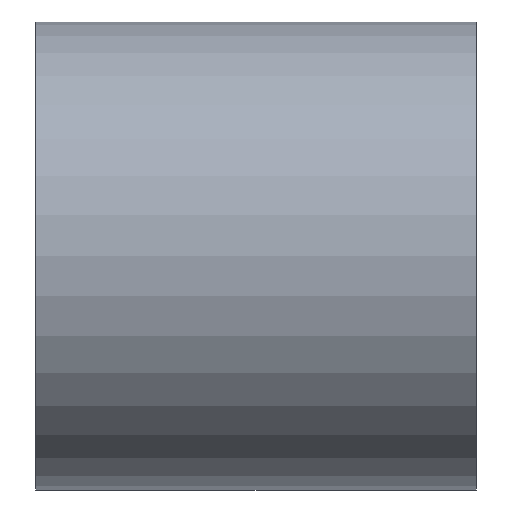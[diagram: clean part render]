
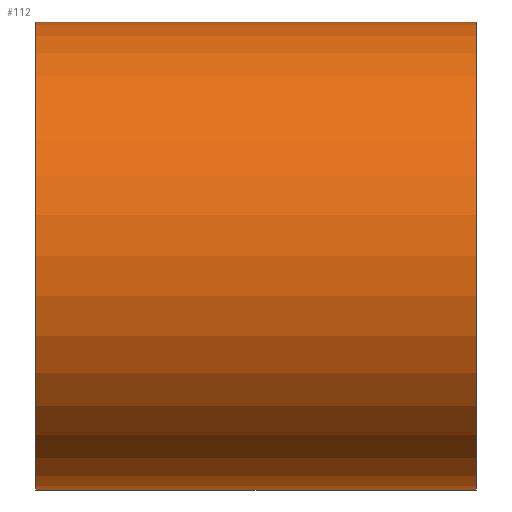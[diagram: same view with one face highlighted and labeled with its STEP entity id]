
A CAD part, top view. The second image highlights one B-rep face of the part: STEP entity #112.
In plain terms, the highlighted cylindrical face has radius 8.5 mm (diameter 17 mm), a partial arc.
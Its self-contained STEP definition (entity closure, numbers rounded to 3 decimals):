
#12 = DIRECTION ( 'NONE',  ( 1., 0., 0. ) ) ;
#13 = CIRCLE ( 'NONE', #437, 8.5 ) ;
#38 = DIRECTION ( 'NONE',  ( 1., 0., 0. ) ) ;
#55 = VERTEX_POINT ( 'NONE', #139 ) ;
#84 = CIRCLE ( 'NONE', #468, 8.5 ) ;
#86 = EDGE_LOOP ( 'NONE', ( #386, #128, #570, #647 ) ) ;
#98 = DIRECTION ( 'NONE',  ( 0., 1., 0. ) ) ;
#107 = VERTEX_POINT ( 'NONE', #186 ) ;
#111 = EDGE_CURVE ( 'NONE', #467, #55, #84, .T. ) ;
#112 = ADVANCED_FACE ( 'NONE', ( #634 ), #644, .T. ) ;
#114 = CARTESIAN_POINT ( 'NONE',  ( 16., -8.5, 0. ) ) ;
#125 = LINE ( 'NONE', #423, #478 ) ;
#128 = ORIENTED_EDGE ( 'NONE', *, *, #484, .T. ) ;
#139 = CARTESIAN_POINT ( 'NONE',  ( 0., -8.5, 0. ) ) ;
#145 = DIRECTION ( 'NONE',  ( 0., 1., 0. ) ) ;
#186 = CARTESIAN_POINT ( 'NONE',  ( 16., 8.5, 0. ) ) ;
#232 = CARTESIAN_POINT ( 'NONE',  ( 0., 0., 0. ) ) ;
#247 = CARTESIAN_POINT ( 'NONE',  ( 0., 8.5, 0. ) ) ;
#262 = CARTESIAN_POINT ( 'NONE',  ( 0., 8.5, 0. ) ) ;
#263 = EDGE_CURVE ( 'NONE', #107, #425, #13, .T. ) ;
#297 = EDGE_CURVE ( 'NONE', #467, #107, #523, .T. ) ;
#384 = VECTOR ( 'NONE', #452, 1000. ) ;
#386 = ORIENTED_EDGE ( 'NONE', *, *, #111, .T. ) ;
#388 = DIRECTION ( 'NONE',  ( 1., 0., 0. ) ) ;
#397 = DIRECTION ( 'NONE',  ( 0., 1., 0. ) ) ;
#423 = CARTESIAN_POINT ( 'NONE',  ( 0., -8.5, 0. ) ) ;
#425 = VERTEX_POINT ( 'NONE', #114 ) ;
#437 = AXIS2_PLACEMENT_3D ( 'NONE', #603, #38, #98 ) ;
#443 = DIRECTION ( 'NONE',  ( 1., 0., 0. ) ) ;
#448 = AXIS2_PLACEMENT_3D ( 'NONE', #641, #443, #397 ) ;
#452 = DIRECTION ( 'NONE',  ( 1., 0., 0. ) ) ;
#467 = VERTEX_POINT ( 'NONE', #262 ) ;
#468 = AXIS2_PLACEMENT_3D ( 'NONE', #232, #388, #145 ) ;
#478 = VECTOR ( 'NONE', #12, 1000. ) ;
#484 = EDGE_CURVE ( 'NONE', #55, #425, #125, .T. ) ;
#523 = LINE ( 'NONE', #247, #384 ) ;
#570 = ORIENTED_EDGE ( 'NONE', *, *, #263, .F. ) ;
#603 = CARTESIAN_POINT ( 'NONE',  ( 16., 0., 0. ) ) ;
#634 = FACE_OUTER_BOUND ( 'NONE', #86, .T. ) ;
#641 = CARTESIAN_POINT ( 'NONE',  ( 0., 0., 0. ) ) ;
#644 = CYLINDRICAL_SURFACE ( 'NONE', #448, 8.5 ) ;
#647 = ORIENTED_EDGE ( 'NONE', *, *, #297, .F. ) ;
